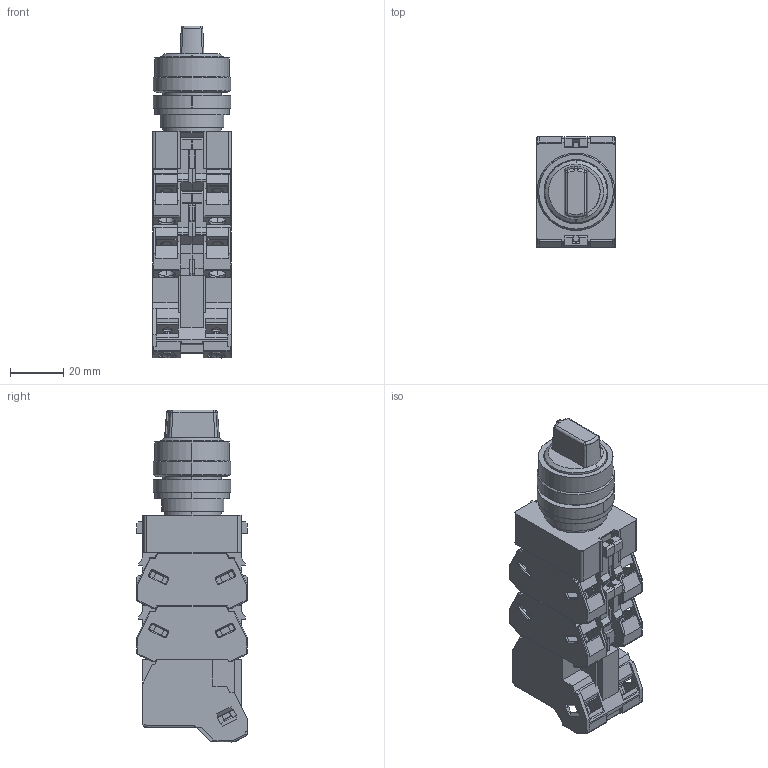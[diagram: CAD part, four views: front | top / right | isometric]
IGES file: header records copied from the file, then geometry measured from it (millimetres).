
Start section: SolidWorks IGES file using analytic representation for surfaces
Global section: file name: 43_ASLW[2][3]$#6xxD$.IGS; native system: SolidWorks 2019; preprocessor: SolidWorks 2019; author: 1003660; date: 210115.170051; units: millimetre
Bounding box: 29.6 x 41.4 x 124.5 mm (x, y, z)
Surface area: 37876.4 mm2 (no closed solid volume)
Topology: 0 solids, 0 shells, 1483 faces, 12638 edges, 12609 vertices
Faces by surface type: bspline 1090, revolution 393
